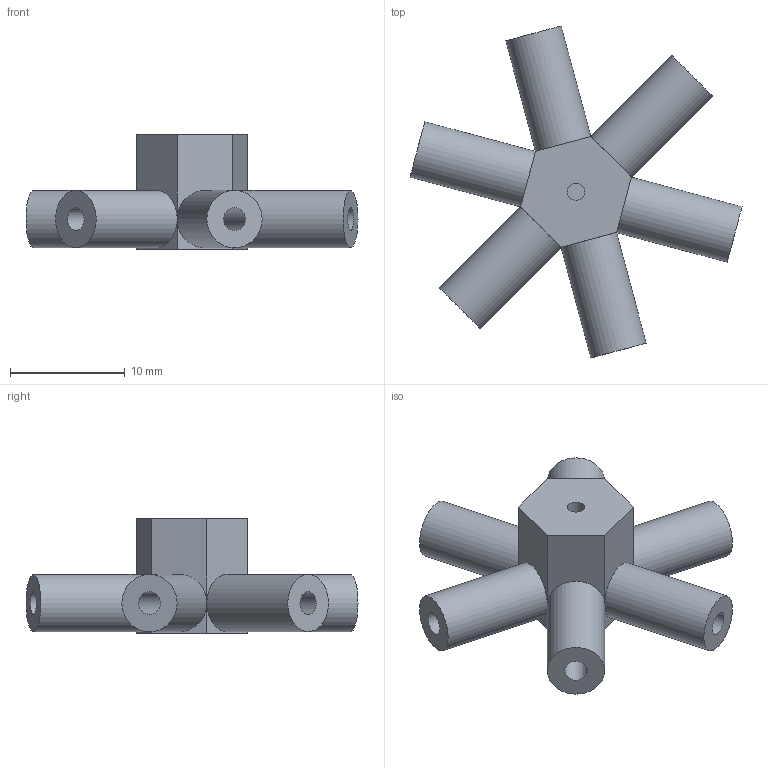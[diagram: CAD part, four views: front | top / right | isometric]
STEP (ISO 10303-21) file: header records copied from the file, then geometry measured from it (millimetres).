
FILE_DESCRIPTION(/* description */ (''),/* implementation_level */ '2;1');
FILE_NAME(/* name */ 'sweeper v2.step',/* time_stamp */ '2020-05-14T13:11:44+10:00',/* author */ (''),/* organization */ (''),/* preprocessor_version */ 'ST-DEVELOPER v18.1',/* originating_system */ 'Autodesk Translation Framework v9.2.0.1227',/* authorisation */ '');
FILE_SCHEMA (('AUTOMOTIVE_DESIGN { 1 0 10303 214 3 1 1 }'));
Length unit declared in the file: millimetre
Products named in the file (1): sweeper
Bounding box: 28.98 x 28.98 x 10 mm (x, y, z)
Volume: 1414 mm3; surface area: 1964.5 mm2
Topology: 1 solids, 1 shells, 41 faces, 93 edges, 56 vertices
Faces by surface type: plane 28, cylinder 13
Full cylindrical faces by diameter (mm): 1.5 x1, 2 x6, 5 x6
Entity records: 1198 total; most frequent: DIRECTION 215, CARTESIAN_POINT 191, ORIENTED_EDGE 186, EDGE_CURVE 93, AXIS2_PLACEMENT_3D 80, VERTEX_POINT 56, EDGE_LOOP 55, LINE 55
